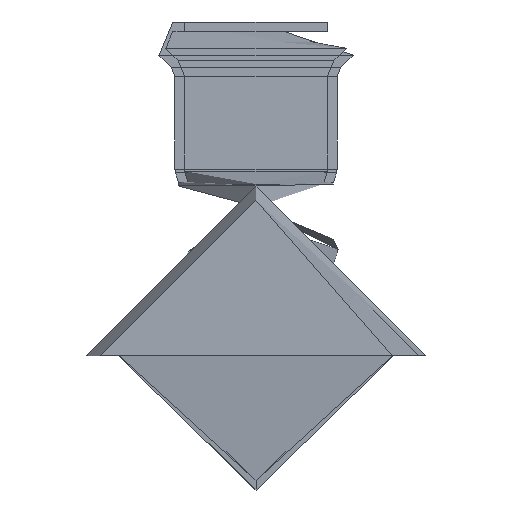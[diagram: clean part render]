
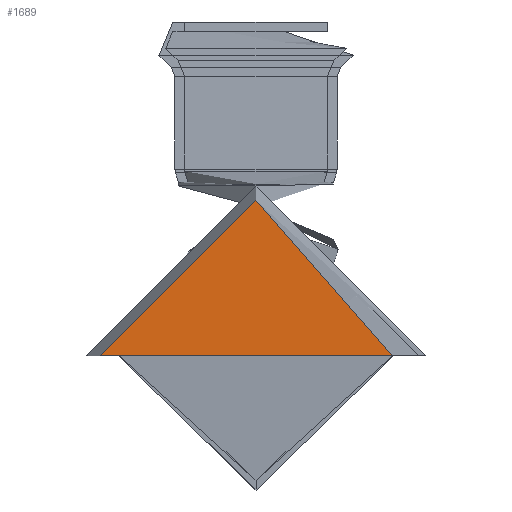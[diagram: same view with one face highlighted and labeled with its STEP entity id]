
A CAD part, left-side view. The second image highlights one B-rep face of the part: STEP entity #1689.
In plain terms, the highlighted free-form (B-spline) face has degree [1, 1] with [2, 2] control points.
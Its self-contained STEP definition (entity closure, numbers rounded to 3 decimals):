
#1689 = ADVANCED_FACE('',(#1690,#1712),#1734,.T.);
#1690 = FACE_BOUND('',#1691,.T.);
#1691 = EDGE_LOOP('',(#1692,#1702));
#1692 = ORIENTED_EDGE('',*,*,#1693,.F.);
#1693 = EDGE_CURVE('',#1694,#1696,#1698,.T.);
#1694 = VERTEX_POINT('',#1695);
#1695 = CARTESIAN_POINT('',(0.,24.,0.));
#1696 = VERTEX_POINT('',#1697);
#1697 = CARTESIAN_POINT('',(0.,0.,24.));
#1698 = ( BOUNDED_CURVE() B_SPLINE_CURVE(2,(#1699,#1700,#1701),
.UNSPECIFIED.,.F.,.F.) B_SPLINE_CURVE_WITH_KNOTS((3,3),(0.,
1.571),.PIECEWISE_BEZIER_KNOTS.) CURVE() 
GEOMETRIC_REPRESENTATION_ITEM() RATIONAL_B_SPLINE_CURVE((1.,
0.707,1.)) REPRESENTATION_ITEM('') );
#1699 = CARTESIAN_POINT('',(0.,24.,0.));
#1700 = CARTESIAN_POINT('',(0.,24.,24.));
#1701 = CARTESIAN_POINT('',(0.,0.,24.));
#1702 = ORIENTED_EDGE('',*,*,#1703,.F.);
#1703 = EDGE_CURVE('',#1696,#1694,#1704,.T.);
#1704 = ( BOUNDED_CURVE() B_SPLINE_CURVE(2,(#1705,#1706,#1707,#1708,
#1709,#1710,#1711),.UNSPECIFIED.,.F.,.F.) B_SPLINE_CURVE_WITH_KNOTS((3,2
    ,2,3),(1.571,3.142,4.712,6.283),
.UNSPECIFIED.) CURVE() GEOMETRIC_REPRESENTATION_ITEM() 
RATIONAL_B_SPLINE_CURVE((1.,0.707,1.,0.707,1.,
0.707,1.)) REPRESENTATION_ITEM('') );
#1705 = CARTESIAN_POINT('',(0.,0.,24.));
#1706 = CARTESIAN_POINT('',(0.,-24.,24.));
#1707 = CARTESIAN_POINT('',(0.,-24.,0.));
#1708 = CARTESIAN_POINT('',(0.,-24.,-24.));
#1709 = CARTESIAN_POINT('',(0.,0.,-24.));
#1710 = CARTESIAN_POINT('',(0.,24.,-24.));
#1711 = CARTESIAN_POINT('',(0.,24.,0.));
#1712 = FACE_BOUND('',#1713,.T.);
#1713 = EDGE_LOOP('',(#1714,#1726));
#1714 = ORIENTED_EDGE('',*,*,#1715,.T.);
#1715 = EDGE_CURVE('',#1716,#1718,#1720,.T.);
#1716 = VERTEX_POINT('',#1717);
#1717 = CARTESIAN_POINT('',(0.,21.,0.));
#1718 = VERTEX_POINT('',#1719);
#1719 = CARTESIAN_POINT('',(0.,-21.,0.));
#1720 = ( BOUNDED_CURVE() B_SPLINE_CURVE(2,(#1721,#1722,#1723,#1724,
#1725),.UNSPECIFIED.,.F.,.F.) B_SPLINE_CURVE_WITH_KNOTS((3,2,3),(0.,
1.571,3.142),.UNSPECIFIED.) CURVE() 
GEOMETRIC_REPRESENTATION_ITEM() RATIONAL_B_SPLINE_CURVE((1.,
0.707,1.,0.707,1.)) REPRESENTATION_ITEM('') );
#1721 = CARTESIAN_POINT('',(0.,21.,0.));
#1722 = CARTESIAN_POINT('',(0.,21.,21.));
#1723 = CARTESIAN_POINT('',(0.,0.,21.));
#1724 = CARTESIAN_POINT('',(0.,-21.,21.));
#1725 = CARTESIAN_POINT('',(0.,-21.,0.));
#1726 = ORIENTED_EDGE('',*,*,#1727,.T.);
#1727 = EDGE_CURVE('',#1718,#1716,#1728,.T.);
#1728 = ( BOUNDED_CURVE() B_SPLINE_CURVE(2,(#1729,#1730,#1731,#1732,
#1733),.UNSPECIFIED.,.F.,.F.) B_SPLINE_CURVE_WITH_KNOTS((3,2,3),(
    3.142,4.712,6.283),
.PIECEWISE_BEZIER_KNOTS.) CURVE() GEOMETRIC_REPRESENTATION_ITEM() 
RATIONAL_B_SPLINE_CURVE((1.,0.707,1.,0.707,1.)) 
REPRESENTATION_ITEM('') );
#1729 = CARTESIAN_POINT('',(0.,-21.,0.));
#1730 = CARTESIAN_POINT('',(0.,-21.,-21.));
#1731 = CARTESIAN_POINT('',(0.,0.,-21.));
#1732 = CARTESIAN_POINT('',(0.,21.,-21.));
#1733 = CARTESIAN_POINT('',(0.,21.,0.));
#1734 = B_SPLINE_SURFACE_WITH_KNOTS('',1,1,(
    (#1735,#1736)
    ,(#1737,#1738
  )),.UNSPECIFIED.,.F.,.F.,.F.,(2,2),(2,2),(-2.401,2.401),(-4.651,0.151)
  ,.PIECEWISE_BEZIER_KNOTS.);
#1735 = CARTESIAN_POINT('',(0.,-24.01,-24.01));
#1736 = CARTESIAN_POINT('',(0.,24.01,-24.01));
#1737 = CARTESIAN_POINT('',(0.,-24.01,24.01));
#1738 = CARTESIAN_POINT('',(0.,24.01,24.01));
